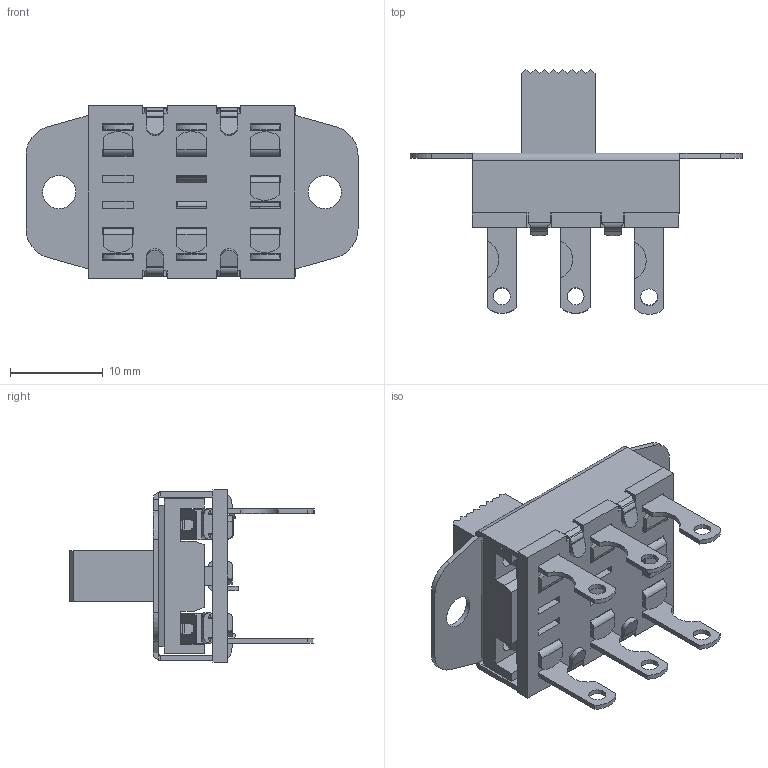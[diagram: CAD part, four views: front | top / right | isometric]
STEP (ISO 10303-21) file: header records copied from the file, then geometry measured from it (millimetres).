
FILE_DESCRIPTION(/* description */ (''),/* implementation_level */ '2;1');
FILE_NAME(/* name */ 'G-375A-0000_3D Model.stp',/* time_stamp */ '2023-09-25T13:32:30-04:00',/* author */ ('dwiltbank'),/* organization */ (''),/* preprocessor_version */ 'ST-DEVELOPER v19.2',/* originating_system */ 'Autodesk Inventor 2024',/* authorisation */ '');
FILE_SCHEMA (('AUTOMOTIVE_DESIGN { 1 0 10303 214 3 1 1 }'));
Length unit declared in the file: inch
Products named in the file (1): G-375A-0000_Simplify_1
Bounding box: 35.71 x 26.33 x 18.52 mm (x, y, z)
Volume: 2536.2 mm3; surface area: 5201.6 mm2
Topology: 1 solids, 1 shells, 730 faces, 2074 edges, 1321 vertices
Faces by surface type: plane 542, cylinder 159, sphere 18, bspline 9, cone 2
Full cylindrical faces by diameter (mm): 1.397 x4, 1.727 x4, 1.829 x6, 3.175 x1, 3.556 x2
Entity records: 24601 total; most frequent: CARTESIAN_POINT 4450, ORIENTED_EDGE 4128, DIRECTION 3918, EDGE_CURVE 2064, LINE 1586, VECTOR 1586, VERTEX_POINT 1321, AXIS2_PLACEMENT_3D 1166
